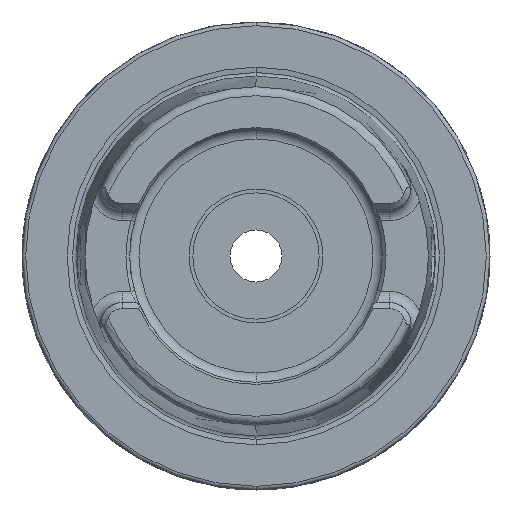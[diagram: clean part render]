
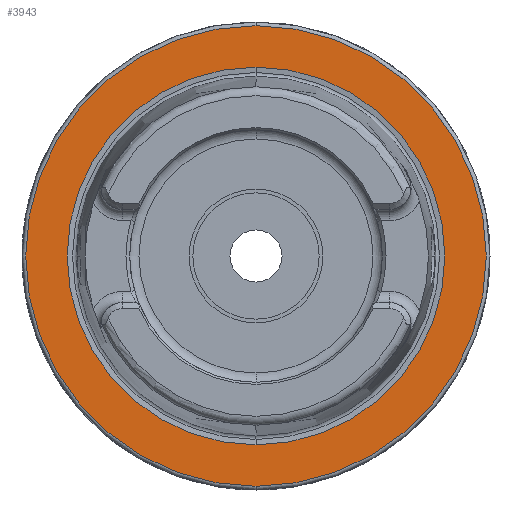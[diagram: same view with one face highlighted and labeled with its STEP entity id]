
A CAD part, left-side view. The second image highlights one B-rep face of the part: STEP entity #3943.
In plain terms, the highlighted planar face has unit normal (-1, 0, 0).
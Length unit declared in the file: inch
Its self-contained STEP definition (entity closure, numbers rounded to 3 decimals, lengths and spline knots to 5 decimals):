
#781=CARTESIAN_POINT('',(0.,0.,0.));
#782=DIRECTION('',(1.,0.,0.));
#783=DIRECTION('',(0.,0.,-1.));
#784=AXIS2_PLACEMENT_3D('',#781,#782,#783);
#786=CARTESIAN_POINT('',(0.,0.,0.));
#787=DIRECTION('',(1.,0.,0.));
#788=DIRECTION('',(0.,0.,1.));
#789=AXIS2_PLACEMENT_3D('',#786,#787,#788);
#791=CARTESIAN_POINT('',(0.,0.,0.));
#792=DIRECTION('',(-1.,0.,0.));
#793=DIRECTION('',(0.,0.,1.));
#794=AXIS2_PLACEMENT_3D('',#791,#792,#793);
#796=CARTESIAN_POINT('',(0.,0.,0.));
#797=DIRECTION('',(-1.,0.,0.));
#798=DIRECTION('',(0.,0.,-1.));
#799=AXIS2_PLACEMENT_3D('',#796,#797,#798);
#2611=CARTESIAN_POINT('',(0.,0.,-1.0008));
#2612=CARTESIAN_POINT('',(0.,0.,1.0008));
#2613=VERTEX_POINT('',#2611);
#2614=VERTEX_POINT('',#2612);
#2920=CARTESIAN_POINT('',(0.,0.,1.22047));
#2921=CARTESIAN_POINT('',(0.,0.,-1.22047));
#2922=VERTEX_POINT('',#2920);
#2923=VERTEX_POINT('',#2921);
#3927=CARTESIAN_POINT('',(0.,0.,0.));
#3928=DIRECTION('',(1.,0.,0.));
#3929=DIRECTION('',(0.,0.,1.));
#3930=AXIS2_PLACEMENT_3D('',#3927,#3928,#3929);
#3931=PLANE('',#3930);
#3932=ORIENTED_EDGE('',*,*,#3917,.F.);
#3934=ORIENTED_EDGE('',*,*,#3933,.F.);
#3935=EDGE_LOOP('',(#3932,#3934));
#3936=FACE_OUTER_BOUND('',#3935,.F.);
#3938=ORIENTED_EDGE('',*,*,#3937,.F.);
#3940=ORIENTED_EDGE('',*,*,#3939,.F.);
#3941=EDGE_LOOP('',(#3938,#3940));
#3942=FACE_BOUND('',#3941,.F.);
#3943=ADVANCED_FACE('',(#3936,#3942),#3931,.F.);
#785=CIRCLE('',#784,1.0008);
#790=CIRCLE('',#789,1.0008);
#795=CIRCLE('',#794,1.22047);
#800=CIRCLE('',#799,1.22047);
#3917=EDGE_CURVE('',#2922,#2923,#795,.T.);
#3933=EDGE_CURVE('',#2923,#2922,#800,.T.);
#3937=EDGE_CURVE('',#2613,#2614,#785,.T.);
#3939=EDGE_CURVE('',#2614,#2613,#790,.T.);
